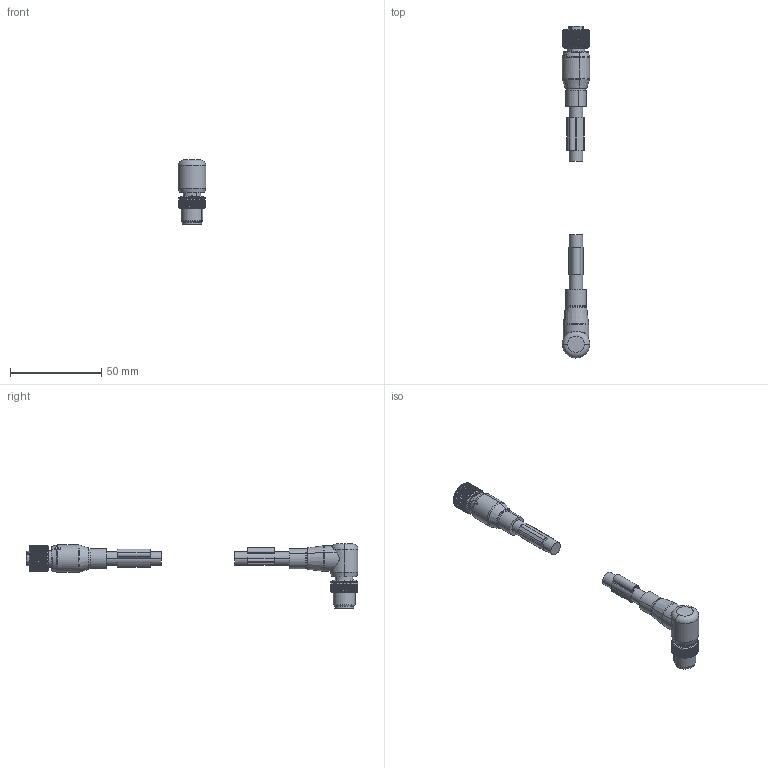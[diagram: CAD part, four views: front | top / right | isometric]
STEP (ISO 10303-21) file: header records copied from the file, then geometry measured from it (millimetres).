
FILE_DESCRIPTION(('CATIA V5 STEP Exchange','CAx-IF Rec.Pracs.--- Model Styling and Organization---1.4--- 2014-01-23'),'2;1');
FILE_NAME ('004946-2_0', '2022-02-14T09:00:21+00:00', ('none'), ('Weidmueller'), 'CATIA Version 5-6 Release 2016 SP3 HF44', 'CATIA V5 STEP AP214', 'none');
FILE_SCHEMA(('AUTOMOTIVE_DESIGN { 1 0 10303 214 1 1 1 1 }'));
Length unit declared in the file: millimetre
Products named in the file (1): 1059710150
Bounding box: 15 x 181.5 x 35 mm (x, y, z)
Volume: 22185.7 mm3; surface area: 18934.9 mm2
Topology: 35 solids, 35 shells, 2011 faces, 5205 edges, 3311 vertices
Faces by surface type: cylinder 784, plane 629, cone 270, torus 218, bspline 82, sphere 12, revolution 8, extrusion 8
Entity records: 61133 total; most frequent: CARTESIAN_POINT 17666, ORIENTED_EDGE 10326, DIRECTION 6432, EDGE_CURVE 5163, VERTEX_POINT 3311, AXIS2_PLACEMENT_3D 3292, EDGE_LOOP 2178, CIRCLE 2057
